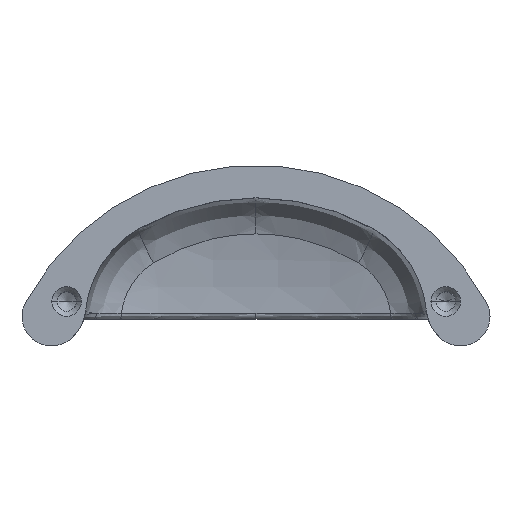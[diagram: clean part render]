
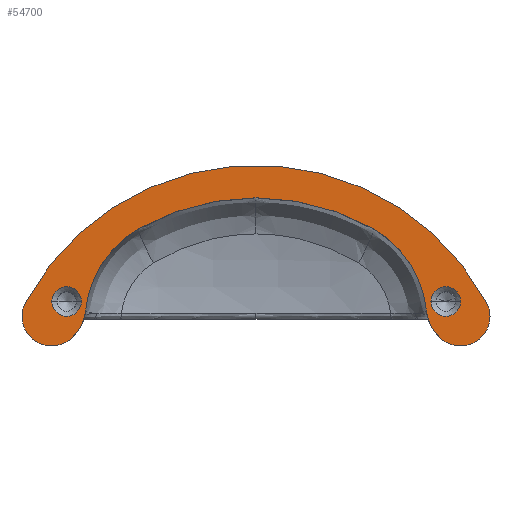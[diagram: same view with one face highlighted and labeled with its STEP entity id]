
A CAD part, top view. The second image highlights one B-rep face of the part: STEP entity #54700.
In plain terms, the highlighted planar face has unit normal (0, 0, 1).
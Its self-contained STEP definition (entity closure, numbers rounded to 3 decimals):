
#100=CARTESIAN_POINT('',(59.27,19.773,0.));
#110=VERTEX_POINT('',#100);
#1780=CARTESIAN_POINT('',(19.73,19.773,0.));
#1790=VERTEX_POINT('',#1780);
#1820=CARTESIAN_POINT('',(39.5,-15.,0.));
#1830=DIRECTION('',(-0.,-0.,-1.));
#1840=DIRECTION('',(-1.,0.,0.));
#1850=AXIS2_PLACEMENT_3D('',#1820,#1830,#1840);
#1860=CIRCLE('',#1850,40.);
#1870=EDGE_CURVE('',#1790,#110,#1860,.T.);
#2520=CARTESIAN_POINT('',(50.374,4.125,0.));
#2530=DIRECTION('',(0.,-0.,-1.));
#2540=DIRECTION('',(-1.,0.,0.));
#2550=AXIS2_PLACEMENT_3D('',#2520,#2530,#2540);
#2560=CIRCLE('',#2550,18.);
#2570=CARTESIAN_POINT('',(68.288,5.876,0.));
#2580=VERTEX_POINT('',#2570);
#2590=EDGE_CURVE('',#110,#2580,#2560,.T.);
#52110=CARTESIAN_POINT('',(75.255,6.557,0.));
#52120=DIRECTION('',(0.,-0.,-1.));
#52130=DIRECTION('',(-1.,0.,0.));
#52140=AXIS2_PLACEMENT_3D('',#52110,#52120,#52130);
#52150=CIRCLE('',#52140,7.);
#52160=CARTESIAN_POINT('',(70.863,1.107,0.));
#52170=VERTEX_POINT('',#52160);
#52180=EDGE_CURVE('',#52170,#2580,#52150,.T.);
#52550=CARTESIAN_POINT('',(78.391,7.391,0.));
#52560=VERTEX_POINT('',#52550);
#52690=CARTESIAN_POINT('',(74.,5.,0.));
#52700=DIRECTION('',(0.,-0.,-1.));
#52710=DIRECTION('',(-1.,0.,0.));
#52720=AXIS2_PLACEMENT_3D('',#52690,#52700,#52710);
#52730=CIRCLE('',#52720,5.);
#52740=EDGE_CURVE('',#52560,#52170,#52730,.T.);
#52880=CARTESIAN_POINT('',(0.609,7.391,0.));
#52890=VERTEX_POINT('',#52880);
#53020=CARTESIAN_POINT('',(39.5,-13.78,0.));
#53030=DIRECTION('',(0.,0.,1.));
#53040=DIRECTION('',(1.,0.,0.));
#53050=AXIS2_PLACEMENT_3D('',#53020,#53030,#53040);
#53060=CIRCLE('',#53050,44.28);
#53070=EDGE_CURVE('',#52560,#52890,#53060,.T.);
#54030=CARTESIAN_POINT('',(0.,0.,0.));
#54040=DIRECTION('',(0.,0.,1.));
#54050=DIRECTION('',(1.,0.,0.));
#54060=AXIS2_PLACEMENT_3D('',#54030,#54040,#54050);
#54070=PLANE('',#54060);
#54080=CARTESIAN_POINT('',(7.53,7.5,0.));
#54090=DIRECTION('',(-0.,0.,1.));
#54100=DIRECTION('',(1.,0.,0.));
#54110=AXIS2_PLACEMENT_3D('',#54080,#54090,#54100);
#54120=CIRCLE('',#54110,2.5);
#54130=CARTESIAN_POINT('',(10.03,7.5,0.));
#54140=VERTEX_POINT('',#54130);
#54150=CARTESIAN_POINT('',(5.03,7.5,0.));
#54160=VERTEX_POINT('',#54150);
#54170=EDGE_CURVE('',#54140,#54160,#54120,.T.);
#54180=ORIENTED_EDGE('',*,*,#54170,.F.);
#54190=EDGE_CURVE('',#54160,#54140,#54120,.T.);
#54200=ORIENTED_EDGE('',*,*,#54190,.F.);
#54210=EDGE_LOOP('',(#54200,#54180));
#54220=FACE_BOUND('',#54210,.T.);
#54230=CARTESIAN_POINT('',(71.53,7.5,0.));
#54240=DIRECTION('',(-0.,0.,1.));
#54250=DIRECTION('',(1.,0.,0.));
#54260=AXIS2_PLACEMENT_3D('',#54230,#54240,#54250);
#54270=CIRCLE('',#54260,2.5);
#54280=CARTESIAN_POINT('',(74.03,7.5,0.));
#54290=VERTEX_POINT('',#54280);
#54300=CARTESIAN_POINT('',(69.03,7.5,0.));
#54310=VERTEX_POINT('',#54300);
#54320=EDGE_CURVE('',#54290,#54310,#54270,.T.);
#54330=ORIENTED_EDGE('',*,*,#54320,.F.);
#54340=EDGE_CURVE('',#54310,#54290,#54270,.T.);
#54350=ORIENTED_EDGE('',*,*,#54340,.F.);
#54360=EDGE_LOOP('',(#54350,#54330));
#54370=FACE_BOUND('',#54360,.T.);
#54380=CARTESIAN_POINT('',(28.626,4.125,0.));
#54390=DIRECTION('',(0.,-0.,1.));
#54400=DIRECTION('',(1.,0.,0.));
#54410=AXIS2_PLACEMENT_3D('',#54380,#54390,#54400);
#54420=CIRCLE('',#54410,18.);
#54430=CARTESIAN_POINT('',(10.712,5.876,0.));
#54440=VERTEX_POINT('',#54430);
#54450=EDGE_CURVE('',#1790,#54440,#54420,.T.);
#54460=ORIENTED_EDGE('',*,*,#54450,.F.);
#54470=CARTESIAN_POINT('',(3.745,6.557,0.));
#54480=DIRECTION('',(0.,-0.,1.));
#54490=DIRECTION('',(1.,0.,0.));
#54500=AXIS2_PLACEMENT_3D('',#54470,#54480,#54490);
#54510=CIRCLE('',#54500,7.);
#54520=CARTESIAN_POINT('',(8.138,1.107,0.));
#54530=VERTEX_POINT('',#54520);
#54540=EDGE_CURVE('',#54530,#54440,#54510,.T.);
#54550=ORIENTED_EDGE('',*,*,#54540,.T.);
#54560=CARTESIAN_POINT('',(5.,5.,0.));
#54570=DIRECTION('',(0.,-0.,1.));
#54580=DIRECTION('',(1.,0.,0.));
#54590=AXIS2_PLACEMENT_3D('',#54560,#54570,#54580);
#54600=CIRCLE('',#54590,5.);
#54610=EDGE_CURVE('',#52890,#54530,#54600,.T.);
#54620=ORIENTED_EDGE('',*,*,#54610,.T.);
#54630=ORIENTED_EDGE('',*,*,#53070,.T.);
#54640=ORIENTED_EDGE('',*,*,#52740,.F.);
#54650=ORIENTED_EDGE('',*,*,#52180,.F.);
#54660=ORIENTED_EDGE('',*,*,#2590,.T.);
#54670=ORIENTED_EDGE('',*,*,#1870,.T.);
#54680=EDGE_LOOP('',(#54670,#54660,#54650,#54640,#54630,#54620,#54550,
#54460));
#54690=FACE_OUTER_BOUND('',#54680,.T.);
#54700=ADVANCED_FACE('',(#54220,#54370,#54690),#54070,.T.);
